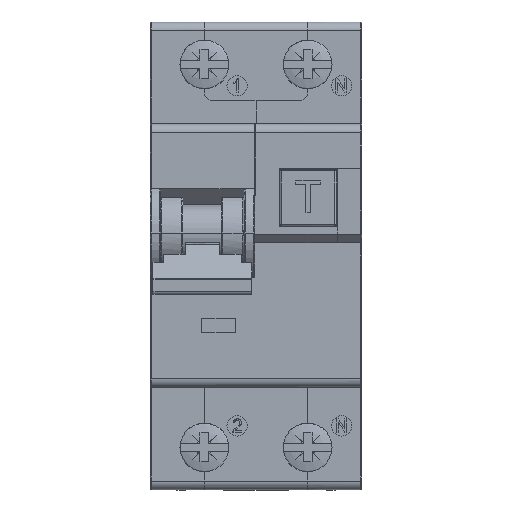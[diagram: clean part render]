
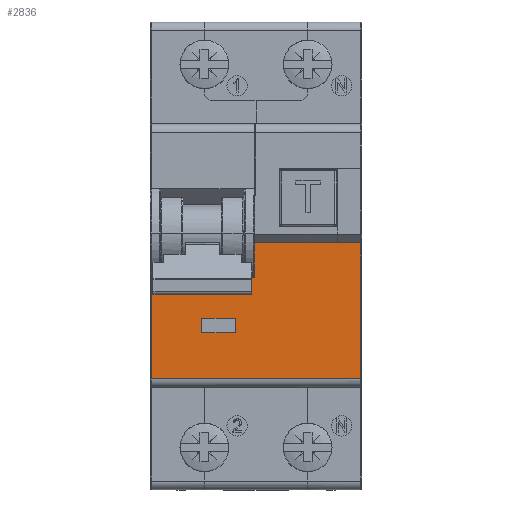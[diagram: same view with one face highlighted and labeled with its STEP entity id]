
A CAD part, top view. The second image highlights one B-rep face of the part: STEP entity #2836.
In plain terms, the highlighted planar face has unit normal (0, 0, 1).
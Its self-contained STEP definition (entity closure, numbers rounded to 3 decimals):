
#557 = CARTESIAN_POINT ( 'NONE',  ( -3.55, -13.3, 60.5 ) ) ;
#1308 = CARTESIAN_POINT ( 'NONE',  ( -9.35, -10.8, 60.5 ) ) ;
#2302 = LINE ( 'NONE', #27005, #38996 ) ;
#2504 = PLANE ( 'NONE',  #27632 ) ;
#2745 = DIRECTION ( 'NONE',  ( 0., 0., -1. ) ) ;
#2836 = ADVANCED_FACE ( 'NONE', ( #19912, #34273 ), #2504, .F. ) ;
#3123 = VECTOR ( 'NONE', #17157, 1000. ) ;
#3267 = CARTESIAN_POINT ( 'NONE',  ( -0.25, -3.7, 60.5 ) ) ;
#3565 = ORIENTED_EDGE ( 'NONE', *, *, #8580, .F. ) ;
#4436 = EDGE_CURVE ( 'NONE', #12010, #18384, #37603, .T. ) ;
#4444 = VERTEX_POINT ( 'NONE', #30182 ) ;
#4683 = EDGE_LOOP ( 'NONE', ( #3565, #35505, #26709, #21151 ) ) ;
#6502 = CARTESIAN_POINT ( 'NONE',  ( -20.805, 2.2, 60.5 ) ) ;
#6802 = VERTEX_POINT ( 'NONE', #40471 ) ;
#6952 = LINE ( 'NONE', #6502, #36845 ) ;
#6999 = VECTOR ( 'NONE', #10516, 1000. ) ;
#7130 = B_SPLINE_CURVE_WITH_KNOTS ( 'NONE', 3,
 ( #37275, #26676, #33738, #15861 ),
 .UNSPECIFIED., .F., .F.,
 ( 4, 4 ),
 ( 0., 1. ),
 .UNSPECIFIED. ) ;
#7202 = VERTEX_POINT ( 'NONE', #8409 ) ;
#8409 = CARTESIAN_POINT ( 'NONE',  ( -1.85, -3.7, 60.5 ) ) ;
#8580 = EDGE_CURVE ( 'NONE', #32778, #45220, #32385, .T. ) ;
#9119 = CARTESIAN_POINT ( 'NONE',  ( 18.25, -22.7, 60.5 ) ) ;
#9663 = ORIENTED_EDGE ( 'NONE', *, *, #4436, .T. ) ;
#10113 = CARTESIAN_POINT ( 'NONE',  ( -0.45, -3.7, 60.5 ) ) ;
#10294 = CARTESIAN_POINT ( 'NONE',  ( -3.55, -10.8, 60.5 ) ) ;
#10377 = CARTESIAN_POINT ( 'NONE',  ( -0.25, -3.466, 60.5 ) ) ;
#10516 = DIRECTION ( 'NONE',  ( 0., 1., 0. ) ) ;
#10648 = VERTEX_POINT ( 'NONE', #25572 ) ;
#10803 = DIRECTION ( 'NONE',  ( -1., 0., 0. ) ) ;
#10983 = CARTESIAN_POINT ( 'NONE',  ( -9.35, -10.8, 60.5 ) ) ;
#11755 = ORIENTED_EDGE ( 'NONE', *, *, #18924, .T. ) ;
#12010 = VERTEX_POINT ( 'NONE', #37966 ) ;
#12086 = CARTESIAN_POINT ( 'NONE',  ( 18.05, -21.2, 60.5 ) ) ;
#12221 = EDGE_CURVE ( 'NONE', #6802, #12010, #21227, .T. ) ;
#15126 = VECTOR ( 'NONE', #36804, 1000. ) ;
#15776 = EDGE_CURVE ( 'NONE', #45098, #32778, #2302, .T. ) ;
#15861 = CARTESIAN_POINT ( 'NONE',  ( -18.05, -21.2, 60.5 ) ) ;
#16169 = CARTESIAN_POINT ( 'NONE',  ( -16.65, -3.7, 60.5 ) ) ;
#16734 = CARTESIAN_POINT ( 'NONE',  ( -9.35, -13.3, 60.5 ) ) ;
#17157 = DIRECTION ( 'NONE',  ( 1., 0., 0. ) ) ;
#17399 = VECTOR ( 'NONE', #20143, 1000. ) ;
#18384 = VERTEX_POINT ( 'NONE', #19342 ) ;
#18422 = CARTESIAN_POINT ( 'NONE',  ( 18.05, 2.2, 60.5 ) ) ;
#18924 = EDGE_CURVE ( 'NONE', #23199, #21481, #41943, .T. ) ;
#19342 = CARTESIAN_POINT ( 'NONE',  ( 18.05, 2.2, 60.5 ) ) ;
#19512 = EDGE_CURVE ( 'NONE', #23117, #23199, #22449, .T. ) ;
#19609 = CARTESIAN_POINT ( 'NONE',  ( -0.25, -3.466, 60.5 ) ) ;
#19613 = EDGE_CURVE ( 'NONE', #10648, #6802, #7130, .T. ) ;
#19912 = FACE_BOUND ( 'NONE', #4683, .T. ) ;
#20143 = DIRECTION ( 'NONE',  ( -1., 0., 0. ) ) ;
#20232 = ORIENTED_EDGE ( 'NONE', *, *, #20664, .F. ) ;
#20315 = ORIENTED_EDGE ( 'NONE', *, *, #19512, .T. ) ;
#20664 = EDGE_CURVE ( 'NONE', #23117, #27275, #6952, .T. ) ;
#21151 = ORIENTED_EDGE ( 'NONE', *, *, #33495, .F. ) ;
#21227 = LINE ( 'NONE', #33403, #28117 ) ;
#21319 = CARTESIAN_POINT ( 'NONE',  ( -9.35, -13.3, 60.5 ) ) ;
#21430 = EDGE_CURVE ( 'NONE', #39596, #10648, #42800, .T. ) ;
#21458 = EDGE_CURVE ( 'NONE', #27275, #18384, #21597, .T. ) ;
#21481 = VERTEX_POINT ( 'NONE', #10113 ) ;
#21597 = LINE ( 'NONE', #28655, #3123 ) ;
#21728 = EDGE_CURVE ( 'NONE', #7202, #39596, #23685, .T. ) ;
#22449 = LINE ( 'NONE', #44116, #15126 ) ;
#23117 = VERTEX_POINT ( 'NONE', #43425 ) ;
#23134 = ORIENTED_EDGE ( 'NONE', *, *, #21728, .T. ) ;
#23199 = VERTEX_POINT ( 'NONE', #19609 ) ;
#23685 = LINE ( 'NONE', #34502, #17399 ) ;
#24146 = DIRECTION ( 'NONE',  ( -1., 0., 0. ) ) ;
#24829 = DIRECTION ( 'NONE',  ( 1., 0., 0. ) ) ;
#25491 = CARTESIAN_POINT ( 'NONE',  ( 18.05, -13.4, 60.5 ) ) ;
#25572 = CARTESIAN_POINT ( 'NONE',  ( -18.05, -3.7, 60.5 ) ) ;
#26413 = CARTESIAN_POINT ( 'NONE',  ( 18.05, -5.6, 60.5 ) ) ;
#26676 = CARTESIAN_POINT ( 'NONE',  ( -18.05, -9.533, 60.5 ) ) ;
#26709 = ORIENTED_EDGE ( 'NONE', *, *, #39728, .F. ) ;
#26774 = VECTOR ( 'NONE', #31377, 1000. ) ;
#27005 = CARTESIAN_POINT ( 'NONE',  ( -9.35, -10.8, 60.5 ) ) ;
#27275 = VERTEX_POINT ( 'NONE', #38636 ) ;
#27632 = AXIS2_PLACEMENT_3D ( 'NONE', #9119, #2745, #24146 ) ;
#27778 = CARTESIAN_POINT ( 'NONE',  ( -0.317, -3.7, 60.5 ) ) ;
#28058 = ORIENTED_EDGE ( 'NONE', *, *, #12221, .T. ) ;
#28117 = VECTOR ( 'NONE', #37177, 1000. ) ;
#28146 = DIRECTION ( 'NONE',  ( -1., 0., 0. ) ) ;
#28378 = LINE ( 'NONE', #10294, #6999 ) ;
#28390 = DIRECTION ( 'NONE',  ( 1., 0., 0. ) ) ;
#28655 = CARTESIAN_POINT ( 'NONE',  ( -20.805, 2.2, 60.5 ) ) ;
#30182 = CARTESIAN_POINT ( 'NONE',  ( -3.55, -10.8, 60.5 ) ) ;
#31377 = DIRECTION ( 'NONE',  ( -1., 0., 0. ) ) ;
#32385 = LINE ( 'NONE', #21319, #44803 ) ;
#32778 = VERTEX_POINT ( 'NONE', #16734 ) ;
#33403 = CARTESIAN_POINT ( 'NONE',  ( 18.25, -21.2, 60.5 ) ) ;
#33495 = EDGE_CURVE ( 'NONE', #45220, #4444, #28378, .T. ) ;
#33738 = CARTESIAN_POINT ( 'NONE',  ( -18.05, -15.367, 60.5 ) ) ;
#33782 = ORIENTED_EDGE ( 'NONE', *, *, #21458, .F. ) ;
#34273 = FACE_OUTER_BOUND ( 'NONE', #42634, .T. ) ;
#34347 = ORIENTED_EDGE ( 'NONE', *, *, #21430, .T. ) ;
#34502 = CARTESIAN_POINT ( 'NONE',  ( 16.009, -3.7, 60.5 ) ) ;
#35296 = CARTESIAN_POINT ( 'NONE',  ( -0.25, -3.622, 60.5 ) ) ;
#35432 = LINE ( 'NONE', #10983, #46057 ) ;
#35505 = ORIENTED_EDGE ( 'NONE', *, *, #15776, .F. ) ;
#36804 = DIRECTION ( 'NONE',  ( 0., -1., 0. ) ) ;
#36845 = VECTOR ( 'NONE', #24829, 1000. ) ;
#37177 = DIRECTION ( 'NONE',  ( 1., 0., 0. ) ) ;
#37275 = CARTESIAN_POINT ( 'NONE',  ( -18.05, -3.7, 60.5 ) ) ;
#37603 = B_SPLINE_CURVE_WITH_KNOTS ( 'NONE', 3,
 ( #12086, #25491, #26413, #18422 ),
 .UNSPECIFIED., .F., .F.,
 ( 4, 4 ),
 ( 0., 1. ),
 .UNSPECIFIED. ) ;
#37685 = VECTOR ( 'NONE', #10803, 1000. ) ;
#37721 = EDGE_CURVE ( 'NONE', #21481, #7202, #41976, .T. ) ;
#37966 = CARTESIAN_POINT ( 'NONE',  ( 18.05, -21.2, 60.5 ) ) ;
#38438 = CARTESIAN_POINT ( 'NONE',  ( -0.25, -3.7, 60.5 ) ) ;
#38607 = CARTESIAN_POINT ( 'NONE',  ( -0.45, -3.7, 60.5 ) ) ;
#38636 = CARTESIAN_POINT ( 'NONE',  ( 14., 2.2, 60.5 ) ) ;
#38996 = VECTOR ( 'NONE', #41374, 1000. ) ;
#39596 = VERTEX_POINT ( 'NONE', #16169 ) ;
#39728 = EDGE_CURVE ( 'NONE', #4444, #45098, #35432, .T. ) ;
#40471 = CARTESIAN_POINT ( 'NONE',  ( -18.05, -21.2, 60.5 ) ) ;
#41374 = DIRECTION ( 'NONE',  ( 0., -1., 0. ) ) ;
#41943 = B_SPLINE_CURVE_WITH_KNOTS ( 'NONE', 3,
 ( #10377, #35296, #27778, #38607 ),
 .UNSPECIFIED., .F., .F.,
 ( 4, 4 ),
 ( 0., 1. ),
 .UNSPECIFIED. ) ;
#41976 = LINE ( 'NONE', #38438, #26774 ) ;
#42634 = EDGE_LOOP ( 'NONE', ( #28058, #9663, #33782, #20232, #20315, #11755, #46550, #23134, #34347, #42994 ) ) ;
#42800 = LINE ( 'NONE', #3267, #37685 ) ;
#42994 = ORIENTED_EDGE ( 'NONE', *, *, #19613, .T. ) ;
#43425 = CARTESIAN_POINT ( 'NONE',  ( -0.25, 2.2, 60.5 ) ) ;
#44116 = CARTESIAN_POINT ( 'NONE',  ( -0.25, 11.5, 60.5 ) ) ;
#44803 = VECTOR ( 'NONE', #28390, 1000. ) ;
#45098 = VERTEX_POINT ( 'NONE', #1308 ) ;
#45220 = VERTEX_POINT ( 'NONE', #557 ) ;
#46057 = VECTOR ( 'NONE', #28146, 1000. ) ;
#46550 = ORIENTED_EDGE ( 'NONE', *, *, #37721, .T. ) ;
